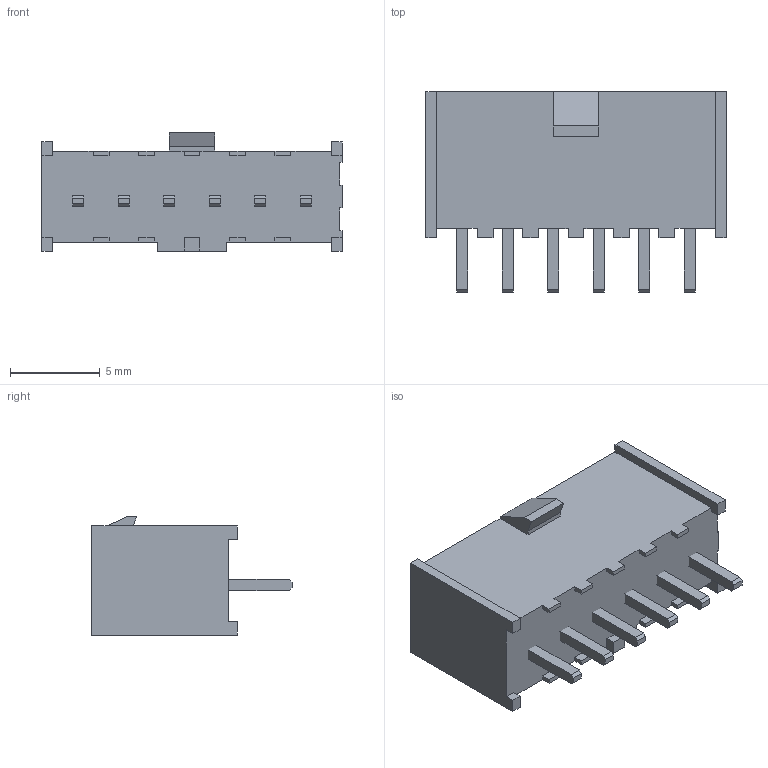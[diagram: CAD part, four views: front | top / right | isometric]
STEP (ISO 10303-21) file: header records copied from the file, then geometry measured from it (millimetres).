
FILE_DESCRIPTION(/* description */ ('STEP AP214'),/* implementation_level */ '2;1');
FILE_NAME(/* name */ 'IPL1-106-01-L-S-K',/* time_stamp */ '2024-10-11T02:05:36+02:00',/* author */ ('License CC BY-ND 4.0'),/* organization */ ('CADENAS'),/* preprocessor_version */ 'ST-DEVELOPER v19.3',/* originating_system */ 'PARTsolutions',/* authorisation */ ' ');
FILE_SCHEMA (('AUTOMOTIVE_DESIGN {1 0 10303 214 3 1 1}'));
Length unit declared in the file: inch
Products named in the file (4): IPL1-106-01-L-S-K; IPL1-106-01-S-K_HDR; T-1S64-01-06-L-S; T-1S64-01-06-L-S2
Assembly tree (3 placements, depth 2):
  IPL1-106-01-L-S-K
    IPL1-106-01-S-K_HDR
    T-1S64-01-06-L-S
    T-1S64-01-06-L-S2
Bounding box: 16.76 x 11.18 x 6.6 mm (x, y, z)
Volume: 478.7 mm3; surface area: 1117 mm2
Topology: 3 solids, 3 shells, 192 faces, 546 edges, 364 vertices
Faces by surface type: plane 192
Entity records: 6215 total; most frequent: CARTESIAN_POINT 1106, ORIENTED_EDGE 1092, DIRECTION 938, EDGE_CURVE 546, LINE 546, VECTOR 546, VERTEX_POINT 364, EDGE_LOOP 196
